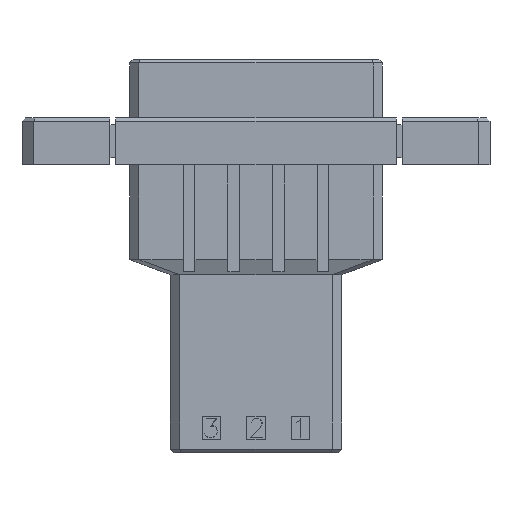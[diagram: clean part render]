
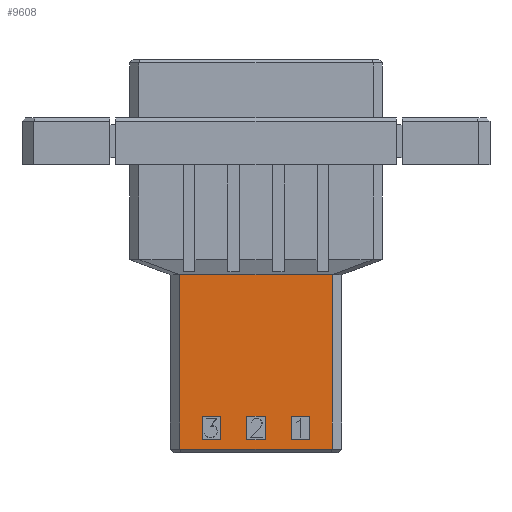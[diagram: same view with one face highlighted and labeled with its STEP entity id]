
A CAD part, front view. The second image highlights one B-rep face of the part: STEP entity #9608.
In plain terms, the highlighted planar face has unit normal (0, -1, 0).
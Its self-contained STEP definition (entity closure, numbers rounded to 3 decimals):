
#5924=CARTESIAN_POINT('',(-6.51,-4.27,-18.4));
#5925=VERTEX_POINT('',#5924);
#5948=CARTESIAN_POINT('',(6.51,-4.27,-18.4));
#5949=VERTEX_POINT('',#5948);
#5978=CARTESIAN_POINT('',(6.51,-4.27,-33.3));
#5979=VERTEX_POINT('',#5978);
#5980=CARTESIAN_POINT('',(6.51,-4.27,-18.4));
#5981=DIRECTION('',(0.,0.,-1.));
#5982=VECTOR('',#5981,14.9);
#5983=LINE('',#5980,#5982);
#5984=EDGE_CURVE('',#5949,#5979,#5983,.T.);
#6018=CARTESIAN_POINT('',(-6.51,-4.27,-33.3));
#6019=VERTEX_POINT('',#6018);
#6042=CARTESIAN_POINT('',(6.51,-4.27,-33.3));
#6043=DIRECTION('',(-1.,0.,0.));
#6044=VECTOR('',#6043,13.02);
#6045=LINE('',#6042,#6044);
#6046=EDGE_CURVE('',#5979,#6019,#6045,.T.);
#9182=CARTESIAN_POINT('',(-6.51,-4.27,-33.3));
#9183=DIRECTION('',(0.,0.,1.));
#9184=VECTOR('',#9183,14.9);
#9185=LINE('',#9182,#9184);
#9186=EDGE_CURVE('',#6019,#5925,#9185,.T.);
#9440=CARTESIAN_POINT('',(-6.51,-4.27,-18.4));
#9441=DIRECTION('',(1.,0.,0.));
#9442=VECTOR('',#9441,13.02);
#9443=LINE('',#9440,#9442);
#9444=EDGE_CURVE('',#5925,#5949,#9443,.T.);
#9495=CARTESIAN_POINT('',(0.,-4.27,-25.85));
#9496=DIRECTION('',(1.,0.,0.));
#9497=DIRECTION('',(0.,-1.,0.));
#9498=AXIS2_PLACEMENT_3D('',#9495,#9497,#9496);
#9499=PLANE('',#9498);
#9500=ORIENTED_EDGE('',*,*,#9444,.F.);
#9501=ORIENTED_EDGE('',*,*,#9186,.F.);
#9502=ORIENTED_EDGE('',*,*,#6046,.F.);
#9503=ORIENTED_EDGE('',*,*,#5984,.F.);
#9504=EDGE_LOOP('',(#9500,#9501,#9502,#9503));
#9505=FACE_OUTER_BOUND('',#9504,.T.);
#9506=CARTESIAN_POINT('',(3.01,-4.27,-32.5));
#9507=VERTEX_POINT('',#9506);
#9508=CARTESIAN_POINT('',(3.01,-4.27,-30.5));
#9509=VERTEX_POINT('',#9508);
#9510=CARTESIAN_POINT('',(3.01,-4.27,-32.5));
#9511=DIRECTION('',(0.,0.,1.));
#9512=VECTOR('',#9511,2.);
#9513=LINE('',#9510,#9512);
#9514=EDGE_CURVE('',#9507,#9509,#9513,.T.);
#9515=ORIENTED_EDGE('',*,*,#9514,.T.);
#9516=CARTESIAN_POINT('',(4.61,-4.27,-30.5));
#9517=VERTEX_POINT('',#9516);
#9518=CARTESIAN_POINT('',(3.01,-4.27,-30.5));
#9519=DIRECTION('',(1.,0.,0.));
#9520=VECTOR('',#9519,1.6);
#9521=LINE('',#9518,#9520);
#9522=EDGE_CURVE('',#9509,#9517,#9521,.T.);
#9523=ORIENTED_EDGE('',*,*,#9522,.T.);
#9524=CARTESIAN_POINT('',(4.61,-4.27,-32.5));
#9525=VERTEX_POINT('',#9524);
#9526=CARTESIAN_POINT('',(4.61,-4.27,-30.5));
#9527=DIRECTION('',(0.,0.,-1.));
#9528=VECTOR('',#9527,2.);
#9529=LINE('',#9526,#9528);
#9530=EDGE_CURVE('',#9517,#9525,#9529,.T.);
#9531=ORIENTED_EDGE('',*,*,#9530,.T.);
#9532=CARTESIAN_POINT('',(4.61,-4.27,-32.5));
#9533=DIRECTION('',(-1.,0.,0.));
#9534=VECTOR('',#9533,1.6);
#9535=LINE('',#9532,#9534);
#9536=EDGE_CURVE('',#9525,#9507,#9535,.T.);
#9537=ORIENTED_EDGE('',*,*,#9536,.T.);
#9538=EDGE_LOOP('',(#9515,#9523,#9531,#9537));
#9539=FACE_BOUND('',#9538,.T.);
#9540=CARTESIAN_POINT('',(0.8,-4.27,-32.5));
#9541=VERTEX_POINT('',#9540);
#9542=CARTESIAN_POINT('',(-0.8,-4.27,-32.5));
#9543=VERTEX_POINT('',#9542);
#9544=CARTESIAN_POINT('',(0.8,-4.27,-32.5));
#9545=DIRECTION('',(-1.,0.,0.));
#9546=VECTOR('',#9545,1.6);
#9547=LINE('',#9544,#9546);
#9548=EDGE_CURVE('',#9541,#9543,#9547,.T.);
#9549=ORIENTED_EDGE('',*,*,#9548,.T.);
#9550=CARTESIAN_POINT('',(-0.8,-4.27,-30.5));
#9551=VERTEX_POINT('',#9550);
#9552=CARTESIAN_POINT('',(-0.8,-4.27,-32.5));
#9553=DIRECTION('',(0.,0.,1.));
#9554=VECTOR('',#9553,2.);
#9555=LINE('',#9552,#9554);
#9556=EDGE_CURVE('',#9543,#9551,#9555,.T.);
#9557=ORIENTED_EDGE('',*,*,#9556,.T.);
#9558=CARTESIAN_POINT('',(0.8,-4.27,-30.5));
#9559=VERTEX_POINT('',#9558);
#9560=CARTESIAN_POINT('',(-0.8,-4.27,-30.5));
#9561=DIRECTION('',(1.,0.,0.));
#9562=VECTOR('',#9561,1.6);
#9563=LINE('',#9560,#9562);
#9564=EDGE_CURVE('',#9551,#9559,#9563,.T.);
#9565=ORIENTED_EDGE('',*,*,#9564,.T.);
#9566=CARTESIAN_POINT('',(0.8,-4.27,-30.5));
#9567=DIRECTION('',(0.,0.,-1.));
#9568=VECTOR('',#9567,2.);
#9569=LINE('',#9566,#9568);
#9570=EDGE_CURVE('',#9559,#9541,#9569,.T.);
#9571=ORIENTED_EDGE('',*,*,#9570,.T.);
#9572=EDGE_LOOP('',(#9549,#9557,#9565,#9571));
#9573=FACE_BOUND('',#9572,.T.);
#9574=CARTESIAN_POINT('',(-3.01,-4.27,-30.5));
#9575=VERTEX_POINT('',#9574);
#9576=CARTESIAN_POINT('',(-3.01,-4.27,-32.5));
#9577=VERTEX_POINT('',#9576);
#9578=CARTESIAN_POINT('',(-3.01,-4.27,-30.5));
#9579=DIRECTION('',(0.,0.,-1.));
#9580=VECTOR('',#9579,2.);
#9581=LINE('',#9578,#9580);
#9582=EDGE_CURVE('',#9575,#9577,#9581,.T.);
#9583=ORIENTED_EDGE('',*,*,#9582,.T.);
#9584=CARTESIAN_POINT('',(-4.61,-4.27,-32.5));
#9585=VERTEX_POINT('',#9584);
#9586=CARTESIAN_POINT('',(-3.01,-4.27,-32.5));
#9587=DIRECTION('',(-1.,0.,0.));
#9588=VECTOR('',#9587,1.6);
#9589=LINE('',#9586,#9588);
#9590=EDGE_CURVE('',#9577,#9585,#9589,.T.);
#9591=ORIENTED_EDGE('',*,*,#9590,.T.);
#9592=CARTESIAN_POINT('',(-4.61,-4.27,-30.5));
#9593=VERTEX_POINT('',#9592);
#9594=CARTESIAN_POINT('',(-4.61,-4.27,-32.5));
#9595=DIRECTION('',(0.,0.,1.));
#9596=VECTOR('',#9595,2.);
#9597=LINE('',#9594,#9596);
#9598=EDGE_CURVE('',#9585,#9593,#9597,.T.);
#9599=ORIENTED_EDGE('',*,*,#9598,.T.);
#9600=CARTESIAN_POINT('',(-4.61,-4.27,-30.5));
#9601=DIRECTION('',(1.,0.,0.));
#9602=VECTOR('',#9601,1.6);
#9603=LINE('',#9600,#9602);
#9604=EDGE_CURVE('',#9593,#9575,#9603,.T.);
#9605=ORIENTED_EDGE('',*,*,#9604,.T.);
#9606=EDGE_LOOP('',(#9583,#9591,#9599,#9605));
#9607=FACE_BOUND('',#9606,.T.);
#9608=ADVANCED_FACE('',(#9505,#9539,#9573,#9607),#9499,.T.);
